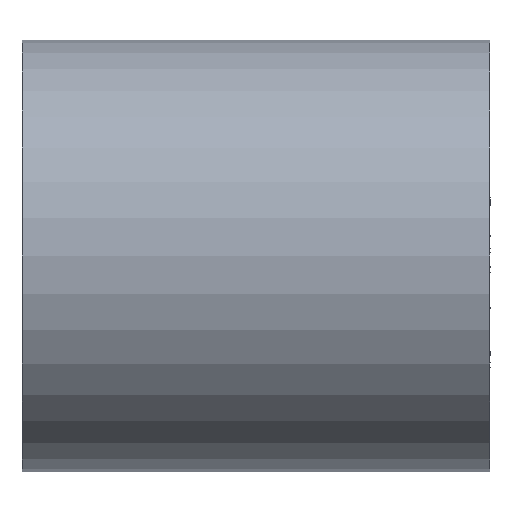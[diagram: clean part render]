
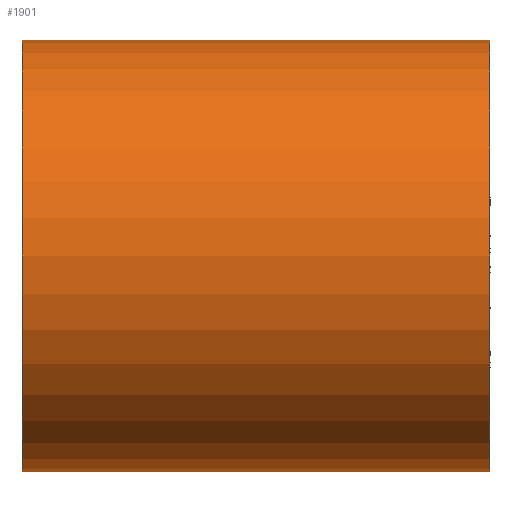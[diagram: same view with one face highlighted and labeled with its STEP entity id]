
A CAD part, front view. The second image highlights one B-rep face of the part: STEP entity #1901.
In plain terms, the highlighted cylindrical face has radius 38.1 mm (diameter 76.2 mm), a partial arc.
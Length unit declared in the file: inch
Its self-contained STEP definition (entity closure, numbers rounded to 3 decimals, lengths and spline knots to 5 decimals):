
#67 = EDGE_CURVE ( 'NONE', #2287, #283, #2489, .T. ) ;
#71 = FACE_OUTER_BOUND ( 'NONE', #2620, .T. ) ;
#91 = CARTESIAN_POINT ( 'NONE',  ( 0., 0., 1.5 ) ) ;
#118 = ORIENTED_EDGE ( 'NONE', *, *, #1829, .T. ) ;
#280 = CARTESIAN_POINT ( 'NONE',  ( 3.25, 0., -1.5 ) ) ;
#283 = VERTEX_POINT ( 'NONE', #3235 ) ;
#399 = VERTEX_POINT ( 'NONE', #999 ) ;
#625 = CARTESIAN_POINT ( 'NONE',  ( 0., 0., 0. ) ) ;
#643 = DIRECTION ( 'NONE',  ( -1., 0., 0. ) ) ;
#670 = DIRECTION ( 'NONE',  ( -1., 0., 0. ) ) ;
#823 = VERTEX_POINT ( 'NONE', #2215 ) ;
#932 = EDGE_CURVE ( 'NONE', #399, #823, #1032, .T. ) ;
#999 = CARTESIAN_POINT ( 'NONE',  ( 0., 0., -1.5 ) ) ;
#1032 = CIRCLE ( 'NONE', #3394, 1.5 ) ;
#1034 = AXIS2_PLACEMENT_3D ( 'NONE', #625, #1400, #3205 ) ;
#1243 = ORIENTED_EDGE ( 'NONE', *, *, #67, .T. ) ;
#1380 = DIRECTION ( 'NONE',  ( -1., 0., 0. ) ) ;
#1400 = DIRECTION ( 'NONE',  ( -1., 0., 0. ) ) ;
#1620 = CARTESIAN_POINT ( 'NONE',  ( 3.25, 0., 0. ) ) ;
#1829 = EDGE_CURVE ( 'NONE', #283, #823, #2690, .T. ) ;
#1856 = DIRECTION ( 'NONE',  ( -1., 0., 0. ) ) ;
#1901 = ADVANCED_FACE ( 'NONE', ( #71 ), #2708, .T. ) ;
#1972 = CARTESIAN_POINT ( 'NONE',  ( 0., 0., 0. ) ) ;
#2045 = AXIS2_PLACEMENT_3D ( 'NONE', #1620, #1856, #2411 ) ;
#2103 = LINE ( 'NONE', #2705, #3399 ) ;
#2215 = CARTESIAN_POINT ( 'NONE',  ( 0., 0., 1.5 ) ) ;
#2287 = VERTEX_POINT ( 'NONE', #280 ) ;
#2411 = DIRECTION ( 'NONE',  ( 0., 0., 1. ) ) ;
#2489 = CIRCLE ( 'NONE', #2045, 1.5 ) ;
#2620 = EDGE_LOOP ( 'NONE', ( #2682, #1243, #118, #3007 ) ) ;
#2668 = EDGE_CURVE ( 'NONE', #2287, #399, #2103, .T. ) ;
#2682 = ORIENTED_EDGE ( 'NONE', *, *, #2668, .F. ) ;
#2690 = LINE ( 'NONE', #91, #2844 ) ;
#2705 = CARTESIAN_POINT ( 'NONE',  ( 0., 0., -1.5 ) ) ;
#2708 = CYLINDRICAL_SURFACE ( 'NONE', #1034, 1.5 ) ;
#2772 = DIRECTION ( 'NONE',  ( 0., 0., 1. ) ) ;
#2844 = VECTOR ( 'NONE', #643, 39.37008 ) ;
#3007 = ORIENTED_EDGE ( 'NONE', *, *, #932, .F. ) ;
#3205 = DIRECTION ( 'NONE',  ( 0., 0., 1. ) ) ;
#3235 = CARTESIAN_POINT ( 'NONE',  ( 3.25, 0., 1.5 ) ) ;
#3394 = AXIS2_PLACEMENT_3D ( 'NONE', #1972, #670, #2772 ) ;
#3399 = VECTOR ( 'NONE', #1380, 39.37008 ) ;
